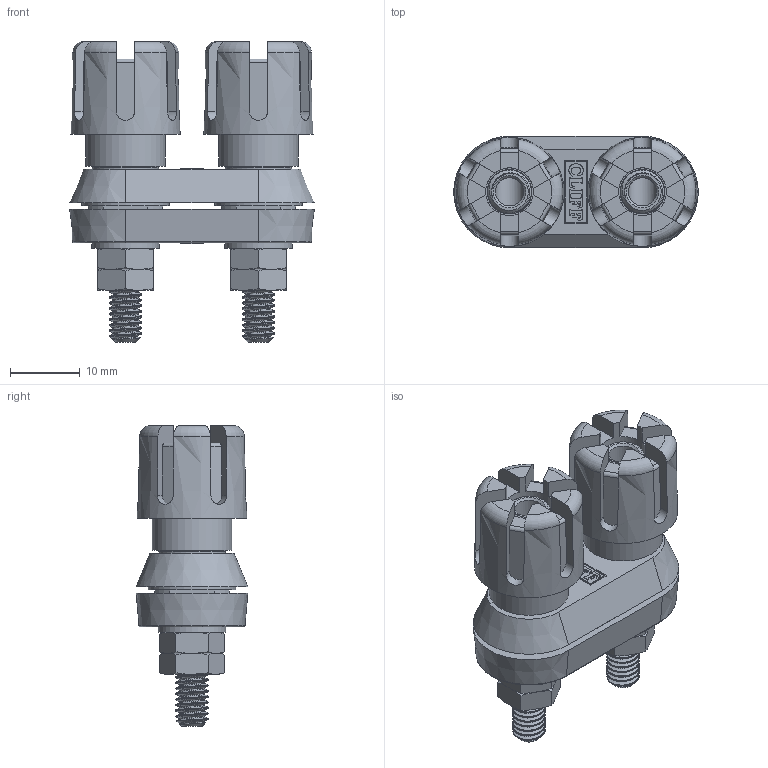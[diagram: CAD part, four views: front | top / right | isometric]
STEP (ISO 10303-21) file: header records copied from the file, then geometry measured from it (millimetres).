
FILE_DESCRIPTION(/* description */ (''),/* implementation_level */ '2;1');
FILE_NAME(/* name */ 'CL159701.stp',/* time_stamp */ '2024-05-30T10:39:16+01:00',/* author */ ('tottley'),/* organization */ (''),/* preprocessor_version */ 'ST-DEVELOPER v18.1',/* originating_system */ 'Autodesk Inventor 2022',/* authorisation */ '');
FILE_SCHEMA (('AUTOMOTIVE_DESIGN { 1 0 10303 214 3 1 1 }'));
Products named in the file (1): Part1
Bounding box: 35.05 x 16 x 43.11 mm (x, y, z)
Volume: 9254.5 mm3; surface area: 9455.7 mm2
Topology: 1 solids, 5 shells, 729 faces, 2018 edges, 1346 vertices
Faces by surface type: plane 376, cylinder 158, bspline 140, cone 33, torus 22
Full cylindrical faces by diameter (mm): 3.8 x10, 4.05 x4, 4.7 x38, 4.8 x2, 4.9 x2, 5.1 x2, 6.35 x12, 6.75 x2, 6.85 x2, 7.74 x4, 7.75 x4, 9.5 x2, 9.525 x2, 9.7 x2, 9.72 x2, 9.9 x2, 11.4 x2, 12.5 x2
Entity records: 56824 total; most frequent: CARTESIAN_POINT 38850, ORIENTED_EDGE 4032, DIRECTION 2798, EDGE_CURVE 2016, VERTEX_POINT 1345, LINE 1038, VECTOR 1038, AXIS2_PLACEMENT_3D 880
